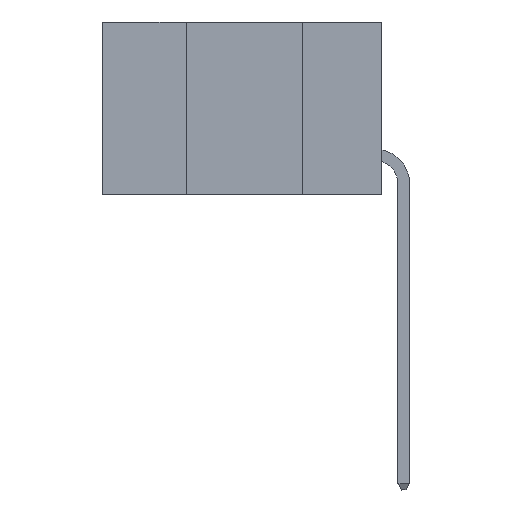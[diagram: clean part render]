
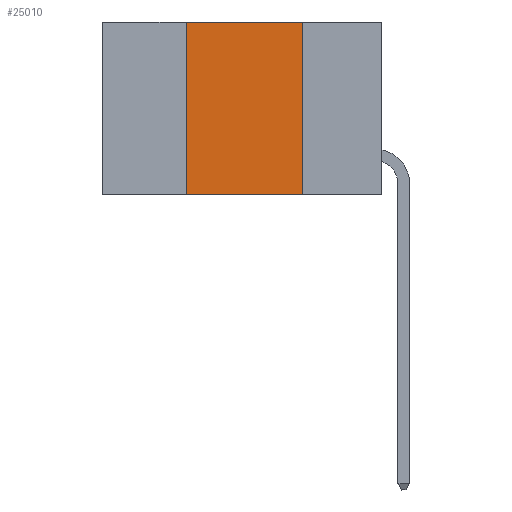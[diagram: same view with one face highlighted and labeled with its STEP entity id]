
A CAD part, left-side view. The second image highlights one B-rep face of the part: STEP entity #25010.
In plain terms, the highlighted planar face has unit normal (-1, 0, 0).
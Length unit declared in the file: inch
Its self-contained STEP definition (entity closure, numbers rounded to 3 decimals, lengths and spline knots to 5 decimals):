
#1851 = CARTESIAN_POINT ( 'NONE',  ( 0., 0.17, -0.37 ) ) ;
#2719 = CARTESIAN_POINT ( 'NONE',  ( 0., 0.6, 0. ) ) ;
#4028 = ORIENTED_EDGE ( 'NONE', *, *, #22236, .F. ) ;
#6301 = VERTEX_POINT ( 'NONE', #24963 ) ;
#6322 = LINE ( 'NONE', #8857, #24132 ) ;
#7248 = VECTOR ( 'NONE', #17160, 39.37008 ) ;
#8857 = CARTESIAN_POINT ( 'NONE',  ( 0., 0.17, 0. ) ) ;
#9128 = EDGE_CURVE ( 'NONE', #9543, #6301, #15815, .T. ) ;
#9371 = CARTESIAN_POINT ( 'NONE',  ( 0., 0.6, -0.37 ) ) ;
#9543 = VERTEX_POINT ( 'NONE', #23461 ) ;
#10306 = VECTOR ( 'NONE', #16217, 39.37008 ) ;
#10588 = DIRECTION ( 'NONE',  ( 0., 0., -1. ) ) ;
#10762 = EDGE_CURVE ( 'NONE', #9543, #19197, #22049, .T. ) ;
#10929 = CARTESIAN_POINT ( 'NONE',  ( 0., 0.6, 0. ) ) ;
#12265 = VECTOR ( 'NONE', #16774, 39.37008 ) ;
#12805 = LINE ( 'NONE', #10929, #7248 ) ;
#14407 = ORIENTED_EDGE ( 'NONE', *, *, #9128, .F. ) ;
#14654 = ORIENTED_EDGE ( 'NONE', *, *, #25649, .F. ) ;
#15042 = DIRECTION ( 'NONE',  ( 1., 0., 0. ) ) ;
#15815 = LINE ( 'NONE', #18286, #10306 ) ;
#16217 = DIRECTION ( 'NONE',  ( 0., 0., 1. ) ) ;
#16700 = FACE_OUTER_BOUND ( 'NONE', #22044, .T. ) ;
#16774 = DIRECTION ( 'NONE',  ( 0., -1., 0. ) ) ;
#16935 = ORIENTED_EDGE ( 'NONE', *, *, #10762, .T. ) ;
#17099 = DIRECTION ( 'NONE',  ( 0., 0., -1. ) ) ;
#17160 = DIRECTION ( 'NONE',  ( 0., -1., 0. ) ) ;
#18286 = CARTESIAN_POINT ( 'NONE',  ( 0., 0.42, 0. ) ) ;
#19197 = VERTEX_POINT ( 'NONE', #1851 ) ;
#20672 = CARTESIAN_POINT ( 'NONE',  ( 0., 0.17, 0. ) ) ;
#22044 = EDGE_LOOP ( 'NONE', ( #4028, #14654, #14407, #16935 ) ) ;
#22049 = LINE ( 'NONE', #9371, #12265 ) ;
#22236 = EDGE_CURVE ( 'NONE', #26571, #19197, #6322, .T. ) ;
#22753 = AXIS2_PLACEMENT_3D ( 'NONE', #2719, #15042, #17099 ) ;
#23461 = CARTESIAN_POINT ( 'NONE',  ( 0., 0.42, -0.37 ) ) ;
#24132 = VECTOR ( 'NONE', #10588, 39.37008 ) ;
#24963 = CARTESIAN_POINT ( 'NONE',  ( 0., 0.42, 0. ) ) ;
#25010 = ADVANCED_FACE ( 'NONE', ( #16700 ), #25180, .F. ) ;
#25180 = PLANE ( 'NONE',  #22753 ) ;
#25649 = EDGE_CURVE ( 'NONE', #6301, #26571, #12805, .T. ) ;
#26571 = VERTEX_POINT ( 'NONE', #20672 ) ;
